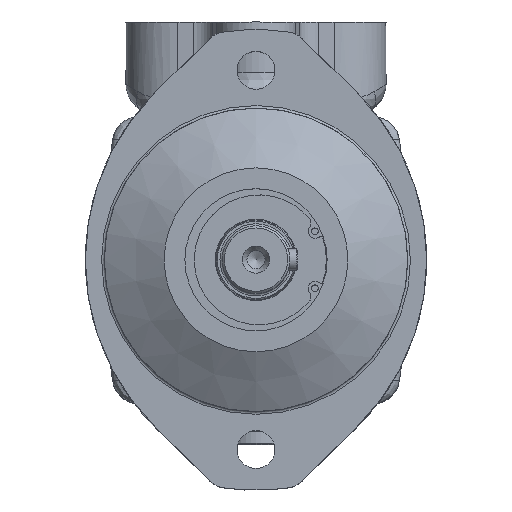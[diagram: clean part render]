
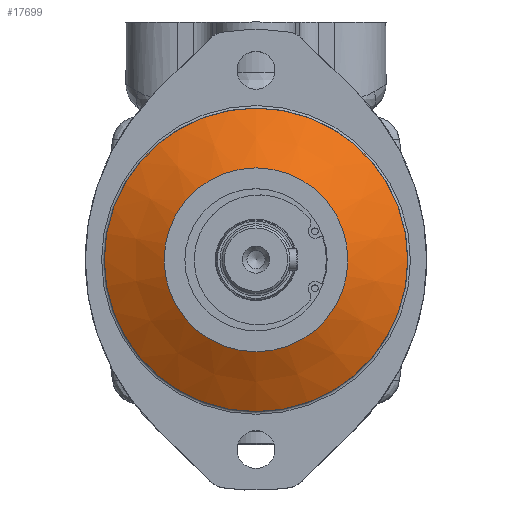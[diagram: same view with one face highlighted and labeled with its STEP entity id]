
A CAD part, top view. The second image highlights one B-rep face of the part: STEP entity #17699.
In plain terms, the highlighted conical face has half-angle 59.95 degrees and reference radius 44.999 mm.
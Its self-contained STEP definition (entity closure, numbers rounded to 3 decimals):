
#124=CONICAL_SURFACE('',#19180,44.999,1.046);
#2307=LINE('',#34590,#2917);
#2917=VECTOR('',#21898,44.999);
#3667=FACE_OUTER_BOUND('',#4812,.T.);
#4812=EDGE_LOOP('',(#13104,#13105,#13106,#13107));
#6012=CIRCLE('',#19179,33.936);
#6013=CIRCLE('',#19181,56.061);
#7336=VERTEX_POINT('',#34585);
#7337=VERTEX_POINT('',#34588);
#9449=EDGE_CURVE('',#7336,#7336,#6012,.T.);
#9450=EDGE_CURVE('',#7337,#7337,#6013,.T.);
#9451=EDGE_CURVE('',#7337,#7336,#2307,.T.);
#13104=ORIENTED_EDGE('',*,*,#9450,.T.);
#13105=ORIENTED_EDGE('',*,*,#9451,.T.);
#13106=ORIENTED_EDGE('',*,*,#9449,.F.);
#13107=ORIENTED_EDGE('',*,*,#9451,.F.);
#17699=ADVANCED_FACE('',(#3667),#124,.T.);
#19179=AXIS2_PLACEMENT_3D('',#34586,#21892,#21893);
#19180=AXIS2_PLACEMENT_3D('',#34587,#21894,#21895);
#19181=AXIS2_PLACEMENT_3D('',#34589,#21896,#21897);
#21892=DIRECTION('center_axis',(0.,0.,1.));
#21893=DIRECTION('ref_axis',(0.,1.,0.));
#21894=DIRECTION('center_axis',(0.,0.,-1.));
#21895=DIRECTION('ref_axis',(0.,-1.,0.));
#21896=DIRECTION('center_axis',(0.,0.,1.));
#21897=DIRECTION('ref_axis',(0.,1.,0.));
#21898=DIRECTION('',(0.,-0.866,0.501));
#34585=CARTESIAN_POINT('',(10.,33.936,97.));
#34586=CARTESIAN_POINT('Origin',(10.,0.,97.));
#34587=CARTESIAN_POINT('Origin',(10.,0.,90.6));
#34588=CARTESIAN_POINT('',(10.,56.061,84.2));
#34589=CARTESIAN_POINT('Origin',(10.,0.,84.2));
#34590=CARTESIAN_POINT('',(10.,44.999,90.6));
